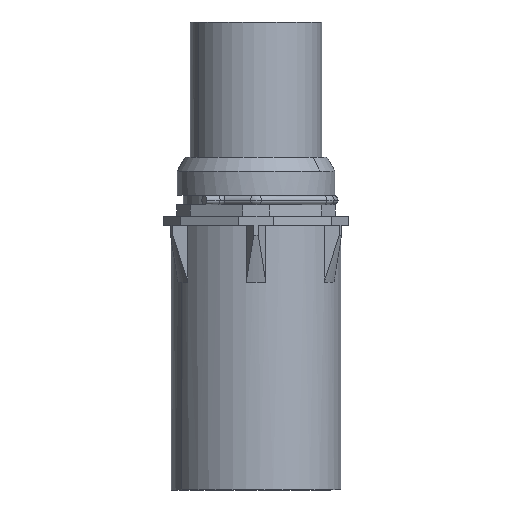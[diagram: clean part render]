
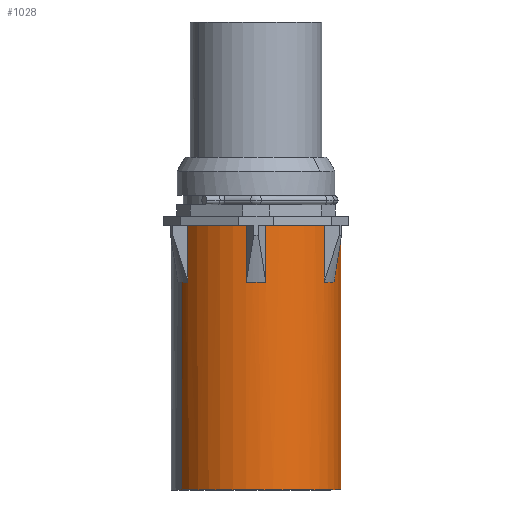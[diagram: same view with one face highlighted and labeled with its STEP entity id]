
A CAD part, front view. The second image highlights one B-rep face of the part: STEP entity #1028.
In plain terms, the highlighted cylindrical face has radius 18.75 mm (diameter 37.5 mm), a partial arc.
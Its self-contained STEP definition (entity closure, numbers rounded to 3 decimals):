
#410=AXIS2_PLACEMENT_3D('Circle Axis2P3D',#408,#409,$) ;
#455=AXIS2_PLACEMENT_3D('Circle Axis2P3D',#453,#454,$) ;
#900=AXIS2_PLACEMENT_3D('Circle Axis2P3D',#898,#899,$) ;
#930=AXIS2_PLACEMENT_3D('Cylinder Axis2P3D',#927,#928,#929) ;
#934=AXIS2_PLACEMENT_3D('Circle Axis2P3D',#932,#933,$) ;
#950=AXIS2_PLACEMENT_3D('Circle Axis2P3D',#948,#949,$) ;
#964=AXIS2_PLACEMENT_3D('Circle Axis2P3D',#962,#963,$) ;
#1000=AXIS2_PLACEMENT_3D('Circle Axis2P3D',#998,#999,$) ;
#355=CARTESIAN_POINT('Vertex',(36.955,30.489,45.9)) ;
#358=CARTESIAN_POINT('Line Origine',(36.955,30.489,51.65)) ;
#362=CARTESIAN_POINT('Vertex',(36.955,30.489,0.)) ;
#369=CARTESIAN_POINT('Vertex',(4.045,12.511,0.)) ;
#372=CARTESIAN_POINT('Line Origine',(4.045,12.511,51.65)) ;
#376=CARTESIAN_POINT('Vertex',(4.045,12.511,45.9)) ;
#408=CARTESIAN_POINT('Axis2P3D Location',(20.5,21.5,45.9)) ;
#412=CARTESIAN_POINT('Vertex',(5.45,10.317,45.9)) ;
#434=CARTESIAN_POINT('Line Origine',(5.45,10.317,52.15)) ;
#438=CARTESIAN_POINT('Vertex',(5.45,10.317,58.4)) ;
#453=CARTESIAN_POINT('Axis2P3D Location',(20.5,21.5,58.4)) ;
#457=CARTESIAN_POINT('Vertex',(18.34,2.875,58.4)) ;
#898=CARTESIAN_POINT('Axis2P3D Location',(20.5,21.5,45.9)) ;
#902=CARTESIAN_POINT('Vertex',(37.71,28.942,45.9)) ;
#927=CARTESIAN_POINT('Axis2P3D Location',(20.5,21.5,51.65)) ;
#932=CARTESIAN_POINT('Axis2P3D Location',(20.5,21.5,45.9)) ;
#936=CARTESIAN_POINT('Vertex',(37.71,14.058,45.9)) ;
#938=CARTESIAN_POINT('Vertex',(35.55,10.317,45.9)) ;
#941=CARTESIAN_POINT('Line Origine',(35.55,10.317,51.65)) ;
#945=CARTESIAN_POINT('Vertex',(35.55,10.317,58.4)) ;
#948=CARTESIAN_POINT('Axis2P3D Location',(20.5,21.5,58.4)) ;
#952=CARTESIAN_POINT('Vertex',(22.66,2.875,58.4)) ;
#955=CARTESIAN_POINT('Line Origine',(22.66,2.875,51.65)) ;
#959=CARTESIAN_POINT('Vertex',(22.66,2.875,45.9)) ;
#962=CARTESIAN_POINT('Axis2P3D Location',(20.5,21.5,45.9)) ;
#966=CARTESIAN_POINT('Vertex',(18.34,2.875,45.9)) ;
#969=CARTESIAN_POINT('Line Origine',(18.34,2.875,51.65)) ;
#975=CARTESIAN_POINT('Control Point',(4.045,12.511,0.)) ;
#976=CARTESIAN_POINT('Control Point',(5.457,9.926,0.)) ;
#977=CARTESIAN_POINT('Control Point',(7.377,7.619,0.)) ;
#978=CARTESIAN_POINT('Control Point',(9.732,5.722,0.)) ;
#979=CARTESIAN_POINT('Control Point',(15.058,2.954,0.)) ;
#980=CARTESIAN_POINT('Control Point',(21.036,2.405,0.)) ;
#981=CARTESIAN_POINT('Control Point',(24.043,2.729,0.)) ;
#982=CARTESIAN_POINT('Control Point',(29.766,4.538,0.)) ;
#983=CARTESIAN_POINT('Control Point',(34.381,8.377,0.)) ;
#984=CARTESIAN_POINT('Control Point',(36.278,10.732,0.)) ;
#985=CARTESIAN_POINT('Control Point',(39.046,16.058,0.)) ;
#986=CARTESIAN_POINT('Control Point',(39.595,22.036,0.)) ;
#987=CARTESIAN_POINT('Control Point',(39.271,25.043,0.)) ;
#988=CARTESIAN_POINT('Control Point',(38.367,27.905,0.)) ;
#989=CARTESIAN_POINT('Control Point',(36.955,30.489,0.)) ;
#991=CARTESIAN_POINT('Line Origine',(37.71,28.942,51.65)) ;
#995=CARTESIAN_POINT('Vertex',(37.71,28.942,58.4)) ;
#998=CARTESIAN_POINT('Axis2P3D Location',(20.5,21.5,58.4)) ;
#1002=CARTESIAN_POINT('Vertex',(37.71,14.058,58.4)) ;
#1005=CARTESIAN_POINT('Line Origine',(37.71,14.058,51.65)) ;
#359=DIRECTION('Vector Direction',(0.,0.,1.)) ;
#373=DIRECTION('Vector Direction',(0.,0.,1.)) ;
#409=DIRECTION('Axis2P3D Direction',(0.,0.,1.)) ;
#435=DIRECTION('Vector Direction',(0.,0.,1.)) ;
#454=DIRECTION('Axis2P3D Direction',(-0.,0.,1.)) ;
#899=DIRECTION('Axis2P3D Direction',(0.,0.,1.)) ;
#928=DIRECTION('Axis2P3D Direction',(0.,0.,1.)) ;
#929=DIRECTION('Axis2P3D XDirection',(-0.878,-0.479,0.)) ;
#933=DIRECTION('Axis2P3D Direction',(0.,0.,1.)) ;
#942=DIRECTION('Vector Direction',(0.,0.,1.)) ;
#949=DIRECTION('Axis2P3D Direction',(0.,0.,1.)) ;
#956=DIRECTION('Vector Direction',(0.,0.,1.)) ;
#963=DIRECTION('Axis2P3D Direction',(0.,0.,1.)) ;
#970=DIRECTION('Vector Direction',(0.,0.,1.)) ;
#992=DIRECTION('Vector Direction',(0.,0.,1.)) ;
#999=DIRECTION('Axis2P3D Direction',(0.,0.,1.)) ;
#1006=DIRECTION('Vector Direction',(0.,0.,1.)) ;
#360=VECTOR('Line Direction',#359,1.) ;
#374=VECTOR('Line Direction',#373,1.) ;
#436=VECTOR('Line Direction',#435,1.) ;
#943=VECTOR('Line Direction',#942,1.) ;
#957=VECTOR('Line Direction',#956,1.) ;
#971=VECTOR('Line Direction',#970,1.) ;
#993=VECTOR('Line Direction',#992,1.) ;
#1007=VECTOR('Line Direction',#1006,1.) ;
#1011=ORIENTED_EDGE('',*,*,#940,.T.) ;
#1012=ORIENTED_EDGE('',*,*,#947,.F.) ;
#1013=ORIENTED_EDGE('',*,*,#954,.F.) ;
#1014=ORIENTED_EDGE('',*,*,#961,.T.) ;
#1015=ORIENTED_EDGE('',*,*,#968,.T.) ;
#1016=ORIENTED_EDGE('',*,*,#973,.F.) ;
#1017=ORIENTED_EDGE('',*,*,#459,.F.) ;
#1018=ORIENTED_EDGE('',*,*,#440,.T.) ;
#1019=ORIENTED_EDGE('',*,*,#414,.T.) ;
#1020=ORIENTED_EDGE('',*,*,#378,.T.) ;
#1021=ORIENTED_EDGE('',*,*,#990,.T.) ;
#1022=ORIENTED_EDGE('',*,*,#364,.F.) ;
#1023=ORIENTED_EDGE('',*,*,#904,.T.) ;
#1024=ORIENTED_EDGE('',*,*,#997,.F.) ;
#1025=ORIENTED_EDGE('',*,*,#1004,.F.) ;
#1026=ORIENTED_EDGE('',*,*,#1009,.T.) ;
#1028=ADVANCED_FACE('Hauptk\X2\00F6\X0\rper.1',(#1027),#931,.T.) ;
#974=B_SPLINE_CURVE_WITH_KNOTS('',5,(#975,#976,#977,#978,#979,#980,#981,#982,#983,#984,#985,#986,#987,#988,#989),.UNSPECIFIED.,.F.,.U.,(6,3,3,3,6),(-29.452,-14.726,0.,14.726,29.452),.UNSPECIFIED.) ;
#411=CIRCLE('generated circle',#410,18.75) ;
#456=CIRCLE('generated circle',#455,18.75) ;
#901=CIRCLE('generated circle',#900,18.75) ;
#935=CIRCLE('generated circle',#934,18.75) ;
#951=CIRCLE('generated circle',#950,18.75) ;
#965=CIRCLE('generated circle',#964,18.75) ;
#1001=CIRCLE('generated circle',#1000,18.75) ;
#931=CYLINDRICAL_SURFACE('generated cylinder',#930,18.75) ;
#364=EDGE_CURVE('',#356,#363,#361,.F.) ;
#378=EDGE_CURVE('',#377,#370,#375,.F.) ;
#414=EDGE_CURVE('',#413,#377,#411,.F.) ;
#440=EDGE_CURVE('',#439,#413,#437,.F.) ;
#459=EDGE_CURVE('',#439,#458,#456,.T.) ;
#904=EDGE_CURVE('',#356,#903,#901,.F.) ;
#940=EDGE_CURVE('',#937,#939,#935,.F.) ;
#947=EDGE_CURVE('',#946,#939,#944,.F.) ;
#954=EDGE_CURVE('',#953,#946,#951,.T.) ;
#961=EDGE_CURVE('',#953,#960,#958,.F.) ;
#968=EDGE_CURVE('',#960,#967,#965,.F.) ;
#973=EDGE_CURVE('',#458,#967,#972,.F.) ;
#990=EDGE_CURVE('',#370,#363,#974,.T.) ;
#997=EDGE_CURVE('',#996,#903,#994,.F.) ;
#1004=EDGE_CURVE('',#1003,#996,#1001,.T.) ;
#1009=EDGE_CURVE('',#1003,#937,#1008,.F.) ;
#1010=EDGE_LOOP('',(#1011,#1012,#1013,#1014,#1015,#1016,#1017,#1018,#1019,#1020,#1021,#1022,#1023,#1024,#1025,#1026)) ;
#1027=FACE_OUTER_BOUND('',#1010,.T.) ;
#361=LINE('Line',#358,#360) ;
#375=LINE('Line',#372,#374) ;
#437=LINE('Line',#434,#436) ;
#944=LINE('Line',#941,#943) ;
#958=LINE('Line',#955,#957) ;
#972=LINE('Line',#969,#971) ;
#994=LINE('Line',#991,#993) ;
#1008=LINE('Line',#1005,#1007) ;
#356=VERTEX_POINT('',#355) ;
#363=VERTEX_POINT('',#362) ;
#370=VERTEX_POINT('',#369) ;
#377=VERTEX_POINT('',#376) ;
#413=VERTEX_POINT('',#412) ;
#439=VERTEX_POINT('',#438) ;
#458=VERTEX_POINT('',#457) ;
#903=VERTEX_POINT('',#902) ;
#937=VERTEX_POINT('',#936) ;
#939=VERTEX_POINT('',#938) ;
#946=VERTEX_POINT('',#945) ;
#953=VERTEX_POINT('',#952) ;
#960=VERTEX_POINT('',#959) ;
#967=VERTEX_POINT('',#966) ;
#996=VERTEX_POINT('',#995) ;
#1003=VERTEX_POINT('',#1002) ;
